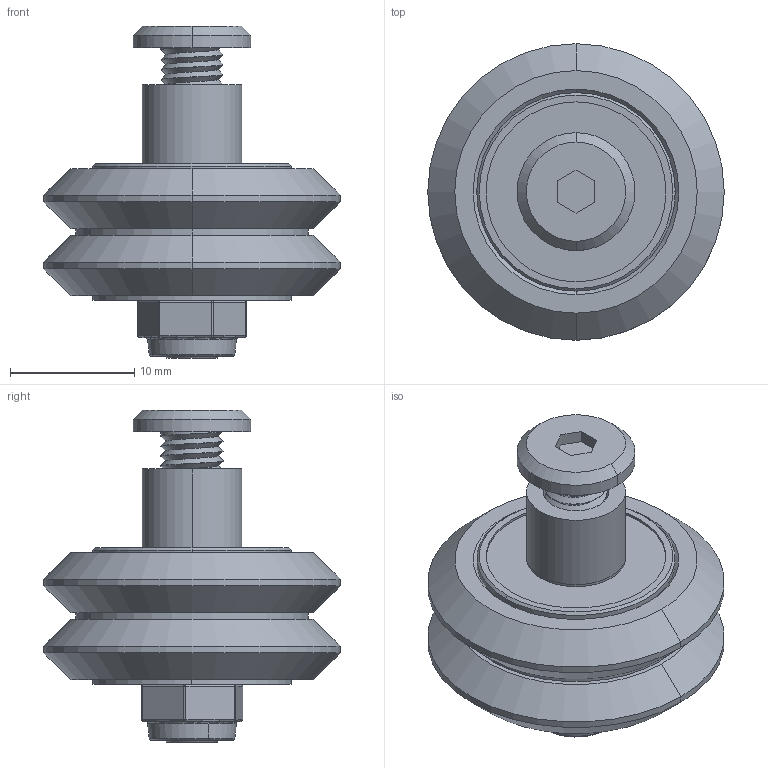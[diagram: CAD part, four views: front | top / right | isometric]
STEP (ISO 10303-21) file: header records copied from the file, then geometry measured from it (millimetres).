
FILE_DESCRIPTION (( 'STEP AP214' ), '1' );
FILE_NAME ('V-Slot Delrin Dual Wheel Assembly.step', '2015-01-21T14:51:01', ( 'Mark' ), ( '' ), 'SwSTEP 2.0', 'SolidWorks 2013', '' );
FILE_SCHEMA (( 'AUTOMOTIVE_DESIGN' ));
Length unit declared in the file: inch
Products named in the file (7): V-Slot Delrin Dual Wheel Assembly; Nylon Insert Hex Locknut 5mm; 5mm Low Profile Socket Head Screw - Multiple Lengths; .25 Inch Aluminum Spacer; 5mm Precision Washer; Precision Ball Bearing; Delrin Dual V-Wheel
Assembly tree (7 placements, depth 2):
  V-Slot Delrin Dual Wheel Assembly
    Delrin Dual V-Wheel
    Precision Ball Bearing  x2
    5mm Precision Washer
    .25 Inch Aluminum Spacer
    5mm Low Profile Socket Head Screw - Multiple Lengths
    Nylon Insert Hex Locknut 5mm
Bounding box: 23.89 x 23.89 x 26.75 mm (x, y, z)
Volume: 4431.9 mm3; surface area: 4634.2 mm2
Topology: 8 solids, 8 shells, 255 faces, 589 edges, 361 vertices
Faces by surface type: cylinder 135, plane 50, cone 35, torus 14, sphere 12, bspline 9
Entity records: 12280 total; most frequent: CARTESIAN_POINT 6784, ORIENTED_EDGE 1066, DIRECTION 1047, EDGE_CURVE 533, AXIS2_PLACEMENT_3D 425, VERTEX_POINT 327, EDGE_LOOP 254, FACE_OUTER_BOUND 231
